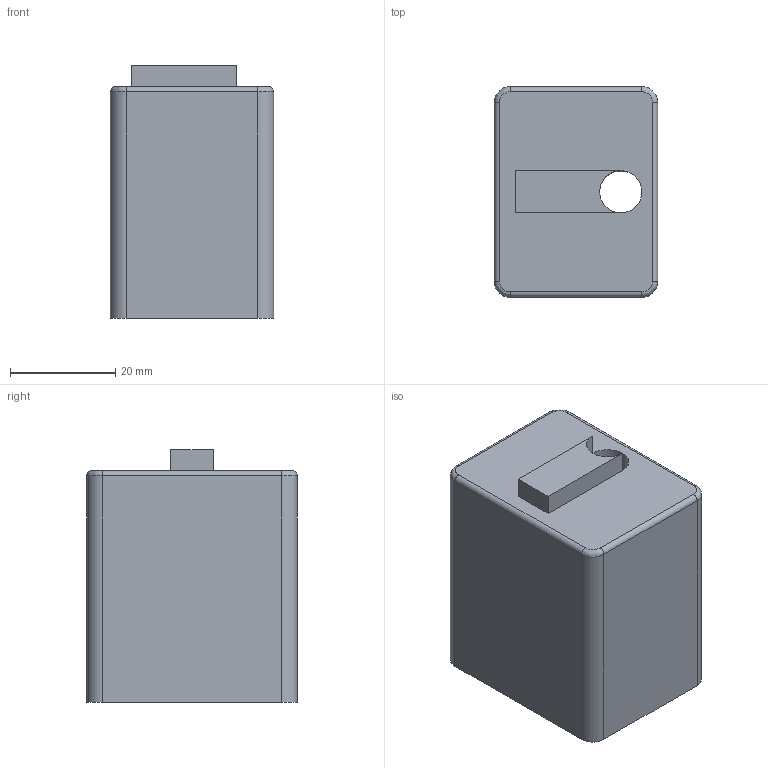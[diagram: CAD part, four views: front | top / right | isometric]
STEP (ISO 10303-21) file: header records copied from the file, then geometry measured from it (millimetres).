
FILE_DESCRIPTION (( 'STEP AP203' ), '1' );
FILE_NAME ('282750100_c_1.STEP', '2022-12-13T14:34:26', ( '' ), ( '' ), 'SwSTEP 2.0', 'SolidWorks 2014', '' );
FILE_SCHEMA (( 'CONFIG_CONTROL_DESIGN' ));
Length unit declared in the file: millimetre
Products named in the file (1): 282750100_c_1
Bounding box: 31 x 40 x 48 mm (x, y, z)
Volume: 23111.2 mm3; surface area: 15724.9 mm2
Topology: 1 solids, 1 shells, 43 faces, 113 edges, 72 vertices
Faces by surface type: plane 26, cylinder 13, bspline 4
Entity records: 1510 total; most frequent: CARTESIAN_POINT 365, ORIENTED_EDGE 226, DIRECTION 219, EDGE_CURVE 113, LINE 79, VECTOR 79, VERTEX_POINT 72, AXIS2_PLACEMENT_3D 70
